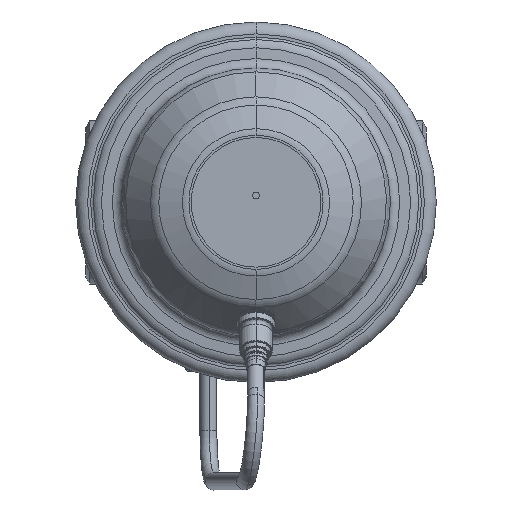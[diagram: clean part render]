
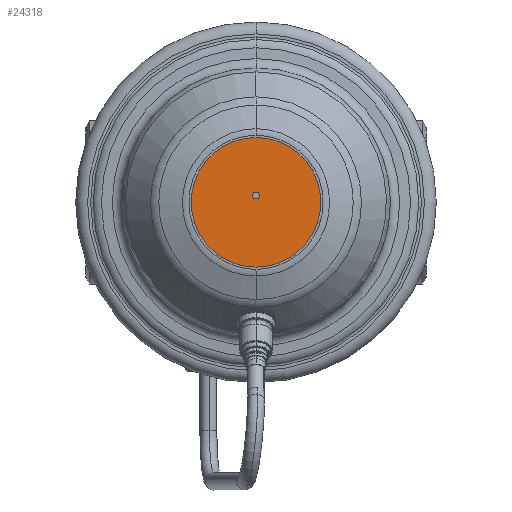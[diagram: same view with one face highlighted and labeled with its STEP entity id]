
A CAD part, front view. The second image highlights one B-rep face of the part: STEP entity #24318.
In plain terms, the highlighted planar face has unit normal (0, -1, 0).
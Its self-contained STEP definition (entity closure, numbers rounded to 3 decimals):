
#5419=CARTESIAN_POINT('',(0.,-96.982,0.));
#5420=DIRECTION('',(0.,-1.,0.));
#5421=DIRECTION('',(-1.,0.,0.));
#5422=AXIS2_PLACEMENT_3D('',#5419,#5420,#5421);
#5424=CARTESIAN_POINT('',(0.,-96.982,0.));
#5425=DIRECTION('',(0.,-1.,0.));
#5426=DIRECTION('',(1.,0.,0.));
#5427=AXIS2_PLACEMENT_3D('',#5424,#5425,#5426);
#5429=CARTESIAN_POINT('',(0.,-96.982,2.));
#5430=DIRECTION('',(0.,1.,0.));
#5431=DIRECTION('',(-1.,0.,0.));
#5432=AXIS2_PLACEMENT_3D('',#5429,#5430,#5431);
#5434=CARTESIAN_POINT('',(0.,-96.982,2.));
#5435=DIRECTION('',(0.,1.,0.));
#5436=DIRECTION('',(1.,0.,0.));
#5437=AXIS2_PLACEMENT_3D('',#5434,#5435,#5436);
#18636=CARTESIAN_POINT('',(-19.05,-96.982,0.));
#18637=CARTESIAN_POINT('',(19.05,-96.982,0.));
#18638=VERTEX_POINT('',#18636);
#18639=VERTEX_POINT('',#18637);
#18640=CARTESIAN_POINT('',(-1.,-96.982,2.));
#18641=CARTESIAN_POINT('',(1.,-96.982,2.));
#18642=VERTEX_POINT('',#18640);
#18643=VERTEX_POINT('',#18641);
#24303=CARTESIAN_POINT('',(0.,-96.982,0.));
#24304=DIRECTION('',(0.,-1.,0.));
#24305=DIRECTION('',(-1.,0.,0.));
#24306=AXIS2_PLACEMENT_3D('',#24303,#24304,#24305);
#24307=PLANE('',#24306);
#24308=ORIENTED_EDGE('',*,*,#24283,.F.);
#24309=ORIENTED_EDGE('',*,*,#24297,.F.);
#24310=EDGE_LOOP('',(#24308,#24309));
#24311=FACE_OUTER_BOUND('',#24310,.F.);
#24313=ORIENTED_EDGE('',*,*,#24312,.F.);
#24315=ORIENTED_EDGE('',*,*,#24314,.F.);
#24316=EDGE_LOOP('',(#24313,#24315));
#24317=FACE_BOUND('',#24316,.F.);
#24318=ADVANCED_FACE('',(#24311,#24317),#24307,.T.);
#5423=CIRCLE('',#5422,19.05);
#5428=CIRCLE('',#5427,19.05);
#5433=CIRCLE('',#5432,1.);
#5438=CIRCLE('',#5437,1.);
#24283=EDGE_CURVE('',#18638,#18639,#5423,.T.);
#24297=EDGE_CURVE('',#18639,#18638,#5428,.T.);
#24312=EDGE_CURVE('',#18642,#18643,#5433,.T.);
#24314=EDGE_CURVE('',#18643,#18642,#5438,.T.);
